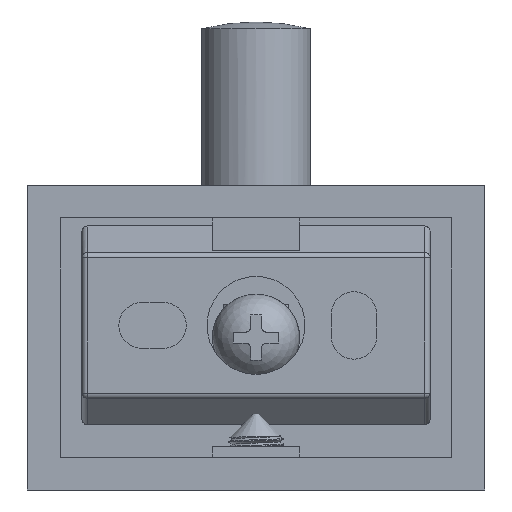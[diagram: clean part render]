
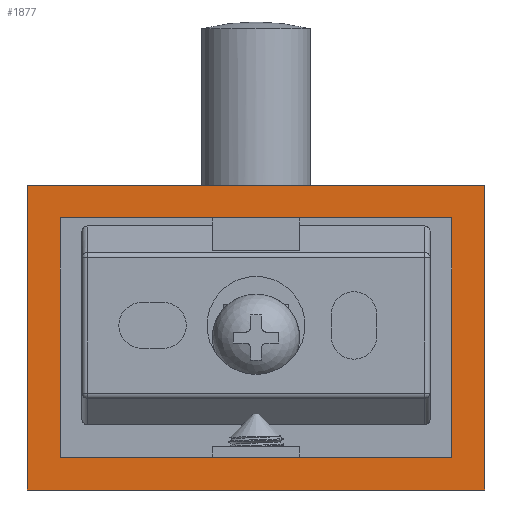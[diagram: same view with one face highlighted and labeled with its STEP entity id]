
A CAD part, left-side view. The second image highlights one B-rep face of the part: STEP entity #1877.
In plain terms, the highlighted planar face has unit normal (-1, 0, 0).
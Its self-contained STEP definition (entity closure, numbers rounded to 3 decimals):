
#445=ORIENTED_EDGE('',*,*,#848,.F.);
#446=ORIENTED_EDGE('',*,*,#846,.F.);
#447=ORIENTED_EDGE('',*,*,#844,.F.);
#448=ORIENTED_EDGE('',*,*,#849,.F.);
#449=ORIENTED_EDGE('',*,*,#822,.F.);
#450=ORIENTED_EDGE('',*,*,#824,.F.);
#451=ORIENTED_EDGE('',*,*,#793,.F.);
#452=ORIENTED_EDGE('',*,*,#817,.F.);
#793=EDGE_CURVE('',#1054,#1051,#1266,.T.);
#817=EDGE_CURVE('',#1073,#1054,#1286,.T.);
#822=EDGE_CURVE('',#1075,#1073,#1291,.T.);
#824=EDGE_CURVE('',#1051,#1075,#1293,.T.);
#844=EDGE_CURVE('',#1090,#1089,#1313,.T.);
#846=EDGE_CURVE('',#1089,#1091,#1315,.T.);
#848=EDGE_CURVE('',#1091,#1092,#1317,.T.);
#849=EDGE_CURVE('',#1092,#1090,#1318,.T.);
#1051=VERTEX_POINT('',#2854);
#1054=VERTEX_POINT('',#2859);
#1073=VERTEX_POINT('',#2910);
#1075=VERTEX_POINT('',#2918);
#1089=VERTEX_POINT('',#2959);
#1090=VERTEX_POINT('',#2961);
#1091=VERTEX_POINT('',#2965);
#1092=VERTEX_POINT('',#2969);
#1266=LINE('',#2860,#1433);
#1286=LINE('',#2911,#1453);
#1291=LINE('',#2919,#1458);
#1293=LINE('',#2922,#1460);
#1313=LINE('',#2962,#1480);
#1315=LINE('',#2966,#1482);
#1317=LINE('',#2970,#1484);
#1318=LINE('',#2972,#1485);
#1433=VECTOR('',#2370,1000.);
#1453=VECTOR('',#2414,1000.);
#1458=VECTOR('',#2421,1000.);
#1460=VECTOR('',#2425,1000.);
#1480=VECTOR('',#2455,1000.);
#1482=VECTOR('',#2459,1000.);
#1484=VECTOR('',#2463,1000.);
#1485=VECTOR('',#2466,1000.);
#1606=EDGE_LOOP('',(#445,#446,#447,#448));
#1607=EDGE_LOOP('',(#449,#450,#451,#452));
#1716=FACE_BOUND('',#1606,.T.);
#1717=FACE_BOUND('',#1607,.T.);
#1800=PLANE('',#2136);
#1877=ADVANCED_FACE('',(#1716,#1717),#1800,.F.);
#2136=AXIS2_PLACEMENT_3D('',#2973,#2467,#2468);
#2370=DIRECTION('',(0.,0.,-1.));
#2414=DIRECTION('',(0.,1.,0.));
#2421=DIRECTION('',(0.,0.,1.));
#2425=DIRECTION('',(0.,-1.,0.));
#2455=DIRECTION('',(0.,1.,0.));
#2459=DIRECTION('',(0.,0.,1.));
#2463=DIRECTION('',(0.,-1.,0.));
#2466=DIRECTION('',(0.,0.,-1.));
#2467=DIRECTION('',(1.,0.,0.));
#2468=DIRECTION('',(0.,1.,0.));
#2854=CARTESIAN_POINT('',(-10.,18.,-11.));
#2859=CARTESIAN_POINT('',(-10.,18.,11.));
#2860=CARTESIAN_POINT('',(-10.,18.,11.));
#2910=CARTESIAN_POINT('',(-10.,-18.,11.));
#2911=CARTESIAN_POINT('',(-10.,-18.,11.));
#2918=CARTESIAN_POINT('',(-10.,-18.,-11.));
#2919=CARTESIAN_POINT('',(-10.,-18.,-11.));
#2922=CARTESIAN_POINT('',(-10.,18.,-11.));
#2959=CARTESIAN_POINT('',(-10.,21.,-14.));
#2961=CARTESIAN_POINT('',(-10.,-21.,-14.));
#2962=CARTESIAN_POINT('',(-10.,-21.,-14.));
#2965=CARTESIAN_POINT('',(-10.,21.,14.));
#2966=CARTESIAN_POINT('',(-10.,21.,-14.));
#2969=CARTESIAN_POINT('',(-10.,-21.,14.));
#2970=CARTESIAN_POINT('',(-10.,21.,14.));
#2972=CARTESIAN_POINT('',(-10.,-21.,14.));
#2973=CARTESIAN_POINT('',(-10.,0.,0.));
